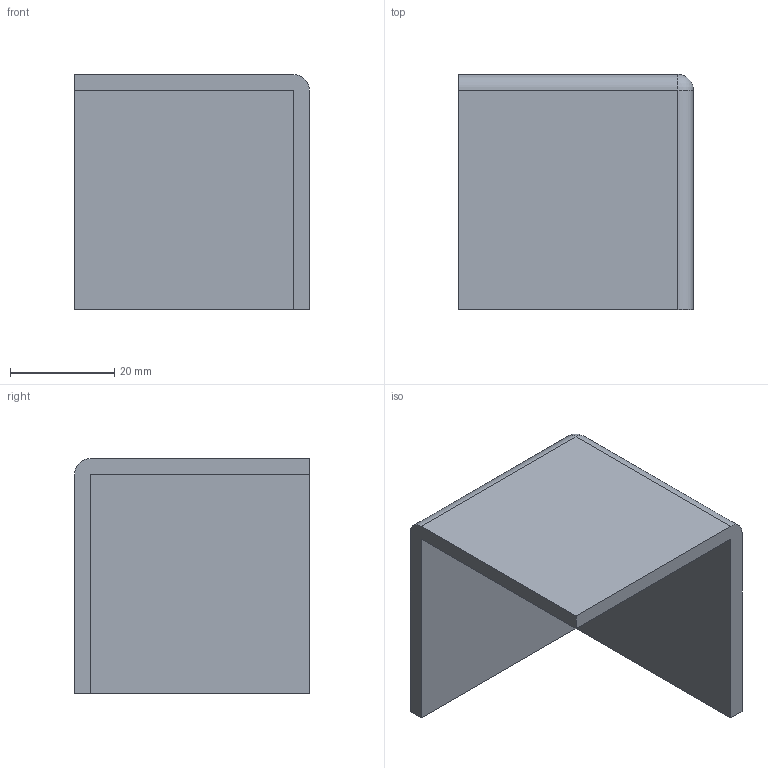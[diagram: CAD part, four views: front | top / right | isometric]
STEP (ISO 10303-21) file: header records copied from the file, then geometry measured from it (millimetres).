
FILE_DESCRIPTION(('STEP AP203'),'1');
FILE_NAME('FIXE10B1049.stp','2023-10-17T10:08:36',(' '),(' '),'Spatial InterOp 3D',' ',' ');
FILE_SCHEMA(('CONFIG_CONTROL_DESIGN'));
Length unit declared in the file: millimetre
Products named in the file (1): Cache Raccord d'angle 10-45x45x45
Bounding box: 45 x 45 x 45 mm (x, y, z)
Volume: 16780.8 mm3; surface area: 11969.1 mm2
Topology: 1 solids, 1 shells, 13 faces, 31 edges, 19 vertices
Faces by surface type: plane 9, cylinder 3, sphere 1
Entity records: 578 total; most frequent: DIRECTION 64, CARTESIAN_POINT 63, ORIENTED_EDGE 60, EDGE_CURVE 30, PROPERTY_DEFINITION_REPRESENTATION 28, GENERAL_PROPERTY_ASSOCIATION 28, PROPERTY_DEFINITION 28, REPRESENTATION 28
